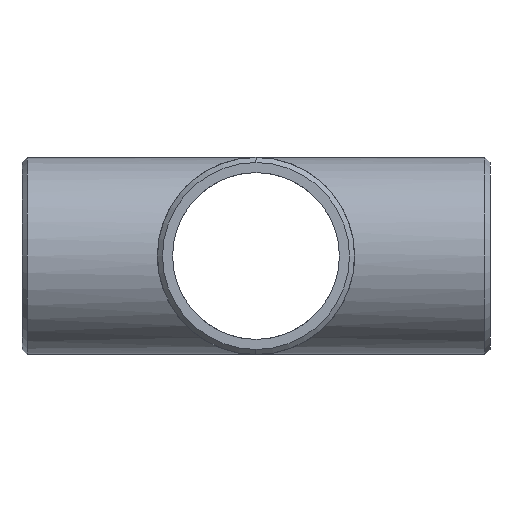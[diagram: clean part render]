
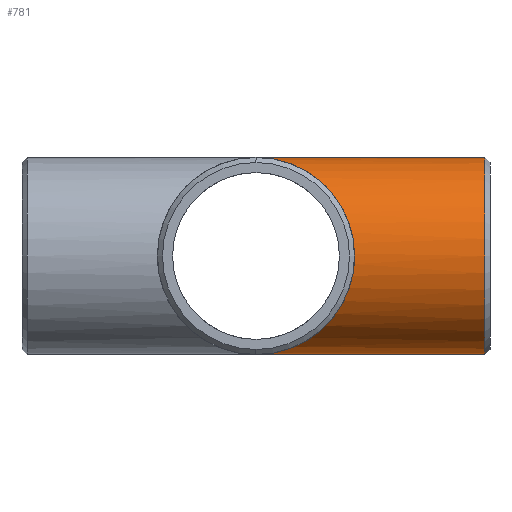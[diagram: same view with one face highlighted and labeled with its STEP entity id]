
A CAD part, left-side view. The second image highlights one B-rep face of the part: STEP entity #781.
In plain terms, the highlighted cylindrical face has radius 24 mm (diameter 48 mm), a partial arc.
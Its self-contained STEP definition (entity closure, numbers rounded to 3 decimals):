
#30 = CARTESIAN_POINT ( 'NONE',  ( 0., 0., -24. ) ) ;
#43 = ORIENTED_EDGE ( 'NONE', *, *, #685, .T. ) ;
#49 = VERTEX_POINT ( 'NONE', #470 ) ;
#54 = CARTESIAN_POINT ( 'NONE',  ( 0., 0., -24. ) ) ;
#71 = VERTEX_POINT ( 'NONE', #54 ) ;
#92 = CARTESIAN_POINT ( 'NONE',  ( 0., -57., 0. ) ) ;
#95 = EDGE_LOOP ( 'NONE', ( #43, #335, #414, #454 ) ) ;
#134 = CARTESIAN_POINT ( 'NONE',  ( 0., -55.773, -24. ) ) ;
#139 = CARTESIAN_POINT ( 'NONE',  ( -48., -48., 24. ) ) ;
#150 = CARTESIAN_POINT ( 'NONE',  ( -48., -48., -24. ) ) ;
#199 = LINE ( 'NONE', #624, #737 ) ;
#206 = VERTEX_POINT ( 'NONE', #134 ) ;
#318 = VECTOR ( 'NONE', #686, 1000. ) ;
#335 = ORIENTED_EDGE ( 'NONE', *, *, #546, .T. ) ;
#345 = DIRECTION ( 'NONE',  ( 0., 0., -1. ) ) ;
#371 = EDGE_CURVE ( 'NONE', #71, #468, #618, .T. ) ;
#382 = CARTESIAN_POINT ( 'NONE',  ( 0., -57., 24. ) ) ;
#397 = CYLINDRICAL_SURFACE ( 'NONE', #495, 24. ) ;
#414 = ORIENTED_EDGE ( 'NONE', *, *, #371, .F. ) ;
#454 = ORIENTED_EDGE ( 'NONE', *, *, #604, .F. ) ;
#468 = VERTEX_POINT ( 'NONE', #706 ) ;
#470 = CARTESIAN_POINT ( 'NONE',  ( 0., -55.773, 24. ) ) ;
#480 = CIRCLE ( 'NONE', #713, 24. ) ;
#495 = AXIS2_PLACEMENT_3D ( 'NONE', #92, #642, #522 ) ;
#522 = DIRECTION ( 'NONE',  ( 0., 0., -1. ) ) ;
#537 = FACE_OUTER_BOUND ( 'NONE', #95, .T. ) ;
#546 = EDGE_CURVE ( 'NONE', #49, #468, #697, .T. ) ;
#576 = DIRECTION ( 'NONE',  ( 0., 1., 0. ) ) ;
#604 = EDGE_CURVE ( 'NONE', #206, #71, #199, .T. ) ;
#618 =( BOUNDED_CURVE ( )  B_SPLINE_CURVE ( 3, ( #30, #150, #139, #635 ),
 .UNSPECIFIED., .F., .T. ) 
 B_SPLINE_CURVE_WITH_KNOTS ( ( 4, 4 ),
 ( 4.712, 7.854 ),
 .UNSPECIFIED. ) 
 CURVE ( )  GEOMETRIC_REPRESENTATION_ITEM ( )  RATIONAL_B_SPLINE_CURVE ( ( 1., 0.333, 0.333, 1. ) ) 
 REPRESENTATION_ITEM ( '' )  );
#624 = CARTESIAN_POINT ( 'NONE',  ( 0., -57., -24. ) ) ;
#635 = CARTESIAN_POINT ( 'NONE',  ( 0., 0., 24. ) ) ;
#642 = DIRECTION ( 'NONE',  ( 0., 1., 0. ) ) ;
#658 = CARTESIAN_POINT ( 'NONE',  ( 0., -55.773, 0. ) ) ;
#685 = EDGE_CURVE ( 'NONE', #206, #49, #480, .T. ) ;
#686 = DIRECTION ( 'NONE',  ( 0., 1., 0. ) ) ;
#697 = LINE ( 'NONE', #382, #318 ) ;
#706 = CARTESIAN_POINT ( 'NONE',  ( 0., 0., 24. ) ) ;
#713 = AXIS2_PLACEMENT_3D ( 'NONE', #658, #576, #345 ) ;
#737 = VECTOR ( 'NONE', #796, 1000. ) ;
#781 = ADVANCED_FACE ( 'NONE', ( #537 ), #397, .T. ) ;
#796 = DIRECTION ( 'NONE',  ( 0., 1., 0. ) ) ;
